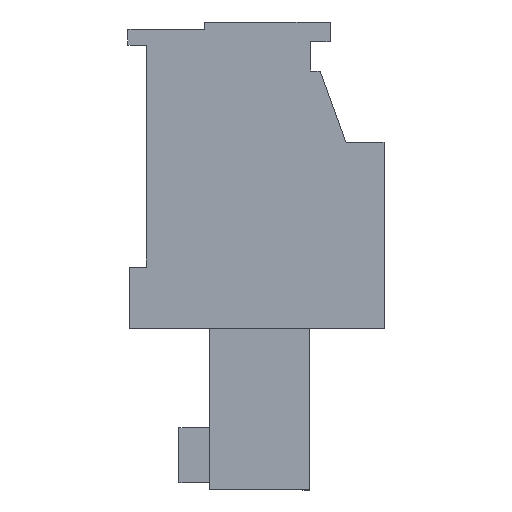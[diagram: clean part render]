
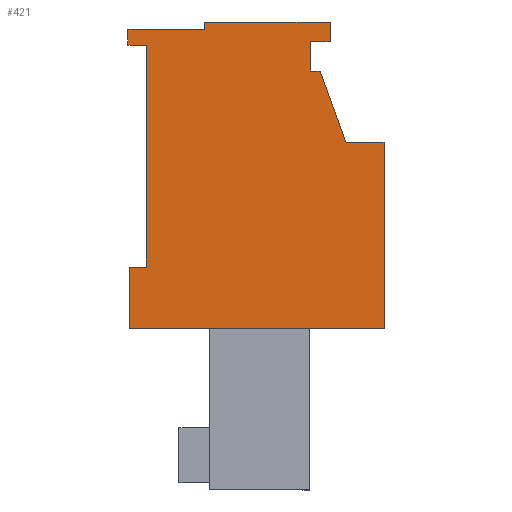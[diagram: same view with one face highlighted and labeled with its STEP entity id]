
A CAD part, left-side view. The second image highlights one B-rep face of the part: STEP entity #421.
In plain terms, the highlighted planar face has unit normal (-1, 0, 0).
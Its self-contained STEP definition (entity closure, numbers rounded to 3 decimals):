
#305=AXIS2_PLACEMENT_3D('Plane Axis2P3D',#302,#303,#304) ;
#42=CARTESIAN_POINT('Vertex',(0.,3.,18.3)) ;
#45=CARTESIAN_POINT('Line Origine',(0.,3.,17.7)) ;
#49=CARTESIAN_POINT('Vertex',(0.,3.,17.1)) ;
#76=CARTESIAN_POINT('Line Origine',(0.,2.6,18.3)) ;
#80=CARTESIAN_POINT('Vertex',(0.,2.2,18.3)) ;
#302=CARTESIAN_POINT('Axis2P3D Location',(0.,5.2,6.6)) ;
#307=CARTESIAN_POINT('Line Origine',(0.,0.,10.4)) ;
#311=CARTESIAN_POINT('Vertex',(0.,0.,14.2)) ;
#313=CARTESIAN_POINT('Vertex',(0.,0.,6.6)) ;
#316=CARTESIAN_POINT('Line Origine',(0.,0.775,14.2)) ;
#320=CARTESIAN_POINT('Vertex',(0.,1.55,14.2)) ;
#323=CARTESIAN_POINT('Line Origine',(0.,2.078,15.65)) ;
#327=CARTESIAN_POINT('Vertex',(0.,2.606,17.1)) ;
#330=CARTESIAN_POINT('Line Origine',(0.,2.803,17.1)) ;
#335=CARTESIAN_POINT('Line Origine',(0.,2.2,18.7)) ;
#339=CARTESIAN_POINT('Vertex',(0.,2.2,19.1)) ;
#342=CARTESIAN_POINT('Line Origine',(0.,4.76,19.1)) ;
#346=CARTESIAN_POINT('Vertex',(0.,7.32,19.1)) ;
#349=CARTESIAN_POINT('Line Origine',(0.,7.32,18.95)) ;
#353=CARTESIAN_POINT('Vertex',(0.,7.32,18.8)) ;
#356=CARTESIAN_POINT('Line Origine',(0.,8.885,18.8)) ;
#360=CARTESIAN_POINT('Vertex',(0.,10.45,18.8)) ;
#363=CARTESIAN_POINT('Line Origine',(0.,10.45,18.475)) ;
#367=CARTESIAN_POINT('Vertex',(0.,10.45,18.15)) ;
#370=CARTESIAN_POINT('Line Origine',(0.,10.075,18.15)) ;
#374=CARTESIAN_POINT('Vertex',(0.,9.7,18.15)) ;
#377=CARTESIAN_POINT('Line Origine',(0.,9.7,13.625)) ;
#381=CARTESIAN_POINT('Vertex',(0.,9.7,9.1)) ;
#384=CARTESIAN_POINT('Line Origine',(0.,10.05,9.1)) ;
#388=CARTESIAN_POINT('Vertex',(0.,10.4,9.1)) ;
#391=CARTESIAN_POINT('Line Origine',(0.,10.4,7.85)) ;
#395=CARTESIAN_POINT('Vertex',(0.,10.4,6.6)) ;
#398=CARTESIAN_POINT('Line Origine',(0.,5.2,6.6)) ;
#46=DIRECTION('Vector Direction',(0.,0.,1.)) ;
#77=DIRECTION('Vector Direction',(0.,1.,0.)) ;
#303=DIRECTION('Axis2P3D Direction',(-1.,0.,0.)) ;
#304=DIRECTION('Axis2P3D XDirection',(0.,-1.,0.)) ;
#308=DIRECTION('Vector Direction',(0.,0.,-1.)) ;
#317=DIRECTION('Vector Direction',(0.,1.,0.)) ;
#324=DIRECTION('Vector Direction',(0.,0.342,0.94)) ;
#331=DIRECTION('Vector Direction',(0.,1.,0.)) ;
#336=DIRECTION('Vector Direction',(0.,0.,1.)) ;
#343=DIRECTION('Vector Direction',(0.,1.,0.)) ;
#350=DIRECTION('Vector Direction',(0.,0.,1.)) ;
#357=DIRECTION('Vector Direction',(0.,1.,0.)) ;
#364=DIRECTION('Vector Direction',(0.,0.,-1.)) ;
#371=DIRECTION('Vector Direction',(0.,-1.,0.)) ;
#378=DIRECTION('Vector Direction',(0.,0.,-1.)) ;
#385=DIRECTION('Vector Direction',(0.,-1.,0.)) ;
#392=DIRECTION('Vector Direction',(0.,0.,1.)) ;
#399=DIRECTION('Vector Direction',(0.,1.,0.)) ;
#47=VECTOR('Line Direction',#46,1.) ;
#78=VECTOR('Line Direction',#77,1.) ;
#309=VECTOR('Line Direction',#308,1.) ;
#318=VECTOR('Line Direction',#317,1.) ;
#325=VECTOR('Line Direction',#324,1.) ;
#332=VECTOR('Line Direction',#331,1.) ;
#337=VECTOR('Line Direction',#336,1.) ;
#344=VECTOR('Line Direction',#343,1.) ;
#351=VECTOR('Line Direction',#350,1.) ;
#358=VECTOR('Line Direction',#357,1.) ;
#365=VECTOR('Line Direction',#364,1.) ;
#372=VECTOR('Line Direction',#371,1.) ;
#379=VECTOR('Line Direction',#378,1.) ;
#386=VECTOR('Line Direction',#385,1.) ;
#393=VECTOR('Line Direction',#392,1.) ;
#400=VECTOR('Line Direction',#399,1.) ;
#404=ORIENTED_EDGE('',*,*,#315,.F.) ;
#405=ORIENTED_EDGE('',*,*,#322,.T.) ;
#406=ORIENTED_EDGE('',*,*,#329,.T.) ;
#407=ORIENTED_EDGE('',*,*,#334,.T.) ;
#408=ORIENTED_EDGE('',*,*,#51,.T.) ;
#409=ORIENTED_EDGE('',*,*,#82,.F.) ;
#410=ORIENTED_EDGE('',*,*,#341,.T.) ;
#411=ORIENTED_EDGE('',*,*,#348,.T.) ;
#412=ORIENTED_EDGE('',*,*,#355,.F.) ;
#413=ORIENTED_EDGE('',*,*,#362,.T.) ;
#414=ORIENTED_EDGE('',*,*,#369,.T.) ;
#415=ORIENTED_EDGE('',*,*,#376,.T.) ;
#416=ORIENTED_EDGE('',*,*,#383,.T.) ;
#417=ORIENTED_EDGE('',*,*,#390,.F.) ;
#418=ORIENTED_EDGE('',*,*,#397,.F.) ;
#419=ORIENTED_EDGE('',*,*,#402,.F.) ;
#421=ADVANCED_FACE('HOUSING',(#420),#306,.T.) ;
#51=EDGE_CURVE('',#50,#43,#48,.T.) ;
#82=EDGE_CURVE('',#81,#43,#79,.T.) ;
#315=EDGE_CURVE('',#312,#314,#310,.T.) ;
#322=EDGE_CURVE('',#312,#321,#319,.T.) ;
#329=EDGE_CURVE('',#321,#328,#326,.T.) ;
#334=EDGE_CURVE('',#328,#50,#333,.T.) ;
#341=EDGE_CURVE('',#81,#340,#338,.T.) ;
#348=EDGE_CURVE('',#340,#347,#345,.T.) ;
#355=EDGE_CURVE('',#354,#347,#352,.T.) ;
#362=EDGE_CURVE('',#354,#361,#359,.T.) ;
#369=EDGE_CURVE('',#361,#368,#366,.T.) ;
#376=EDGE_CURVE('',#368,#375,#373,.T.) ;
#383=EDGE_CURVE('',#375,#382,#380,.T.) ;
#390=EDGE_CURVE('',#389,#382,#387,.T.) ;
#397=EDGE_CURVE('',#396,#389,#394,.T.) ;
#402=EDGE_CURVE('',#314,#396,#401,.T.) ;
#403=EDGE_LOOP('',(#404,#405,#406,#407,#408,#409,#410,#411,#412,#413,#414,#415,#416,#417,#418,#419)) ;
#420=FACE_OUTER_BOUND('',#403,.T.) ;
#48=LINE('Line',#45,#47) ;
#79=LINE('Line',#76,#78) ;
#310=LINE('Line',#307,#309) ;
#319=LINE('Line',#316,#318) ;
#326=LINE('Line',#323,#325) ;
#333=LINE('Line',#330,#332) ;
#338=LINE('Line',#335,#337) ;
#345=LINE('Line',#342,#344) ;
#352=LINE('Line',#349,#351) ;
#359=LINE('Line',#356,#358) ;
#366=LINE('Line',#363,#365) ;
#373=LINE('Line',#370,#372) ;
#380=LINE('Line',#377,#379) ;
#387=LINE('Line',#384,#386) ;
#394=LINE('Line',#391,#393) ;
#401=LINE('Line',#398,#400) ;
#306=PLANE('',#305) ;
#43=VERTEX_POINT('',#42) ;
#50=VERTEX_POINT('',#49) ;
#81=VERTEX_POINT('',#80) ;
#312=VERTEX_POINT('',#311) ;
#314=VERTEX_POINT('',#313) ;
#321=VERTEX_POINT('',#320) ;
#328=VERTEX_POINT('',#327) ;
#340=VERTEX_POINT('',#339) ;
#347=VERTEX_POINT('',#346) ;
#354=VERTEX_POINT('',#353) ;
#361=VERTEX_POINT('',#360) ;
#368=VERTEX_POINT('',#367) ;
#375=VERTEX_POINT('',#374) ;
#382=VERTEX_POINT('',#381) ;
#389=VERTEX_POINT('',#388) ;
#396=VERTEX_POINT('',#395) ;
